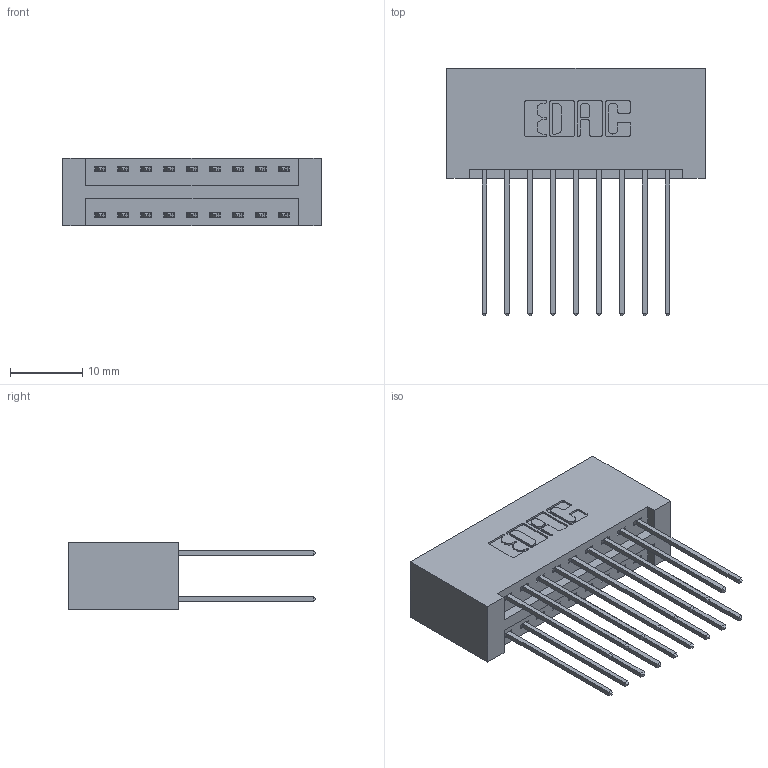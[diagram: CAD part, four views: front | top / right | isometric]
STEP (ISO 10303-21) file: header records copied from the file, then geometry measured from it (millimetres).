
FILE_DESCRIPTION (( 'STEP AP203' ), '1' );
FILE_NAME ('396-018-541-201.STEP', '2018-09-01T02:33:38', ( '' ), ( '' ), 'SwSTEP 2.0', 'SolidWorks 2016', '' );
FILE_SCHEMA (( 'CONFIG_CONTROL_DESIGN' ));
Length unit declared in the file: inch
Products named in the file (3): 346 Part_No Mounting Lugs; 345-292-001_345-293-141; 396-018-541-201
Assembly tree (19 placements, depth 2):
  396-018-541-201
    346 Part_No Mounting Lugs
    345-292-001_345-293-141  x18
Bounding box: 35.81 x 34.29 x 9.4 mm (x, y, z)
Volume: 3912.6 mm3; surface area: 5517.8 mm2
Topology: 19 solids, 19 shells, 1050 faces, 3095 edges, 2038 vertices
Faces by surface type: plane 702, cylinder 348
Entity records: 10057 total; most frequent: CARTESIAN_POINT 1700, ORIENTED_EDGE 1634, DIRECTION 1545, EDGE_CURVE 817, LINE 657, VECTOR 657, VERTEX_POINT 542, AXIS2_PLACEMENT_3D 444
